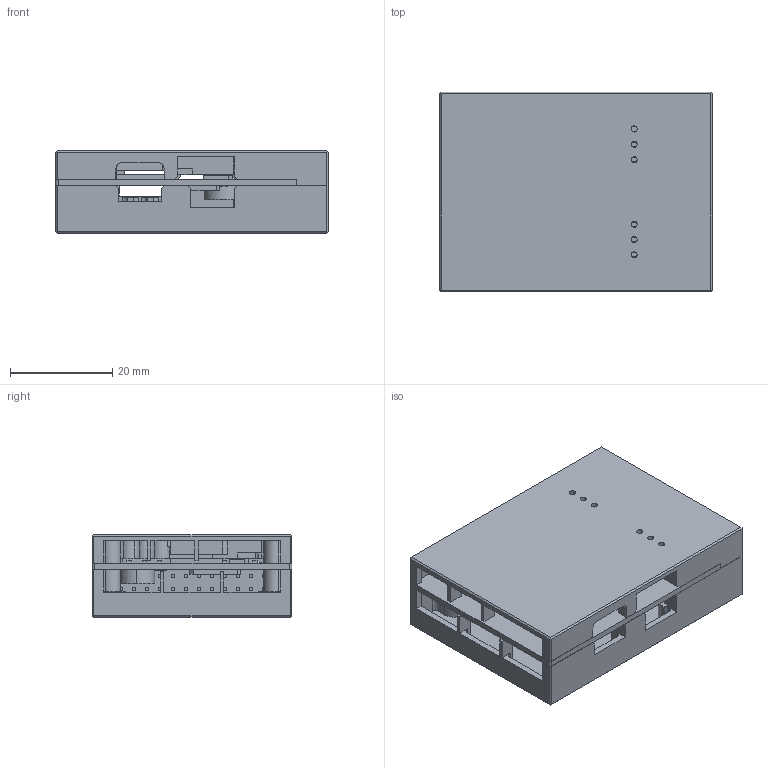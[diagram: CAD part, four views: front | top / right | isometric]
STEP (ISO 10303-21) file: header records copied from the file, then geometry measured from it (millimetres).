
FILE_DESCRIPTION((''),'2;1');
FILE_NAME('PIXHAWK6C-MINI-1122_ASM','2023-04-13T16:02:29',('QGLing'),(''),'CREO PARAMETRIC BY PTC INC, 2016510','CREO PARAMETRIC BY PTC INC, 2016510','');
FILE_SCHEMA(('AUTOMOTIVE_DESIGN { 1 0 10303 214 1 1 1 1 }'));
Length unit declared in the file: millimetre
Products named in the file (5): PCBA-6CMINI-2023; PCBA-PX4MINI-RIGHT; MIANKE-6CMINI-2023; DIKE-6CMINI-2023; PIXHAWK6C-MINI-1122_ASM
Assembly tree (4 placements, depth 2):
  PIXHAWK6C-MINI-1122_ASM
    PCBA-6CMINI-2023
    PCBA-PX4MINI-RIGHT
    MIANKE-6CMINI-2023
    DIKE-6CMINI-2023
Bounding box: 53.3 x 39 x 16.2 mm (x, y, z)
Volume: 12041.2 mm3; surface area: 19909.2 mm2
Topology: 4 solids, 4 shells, 1126 faces, 2944 edges, 1962 vertices
Faces by surface type: plane 934, cylinder 192
Entity records: 39831 total; most frequent: CARTESIAN_POINT 6137, ORIENTED_EDGE 5888, DIRECTION 5673, EDGE_CURVE 2944, VECTOR 2532, LINE 2532, VERTEX_POINT 1962, AXIS2_PLACEMENT_3D 1563
